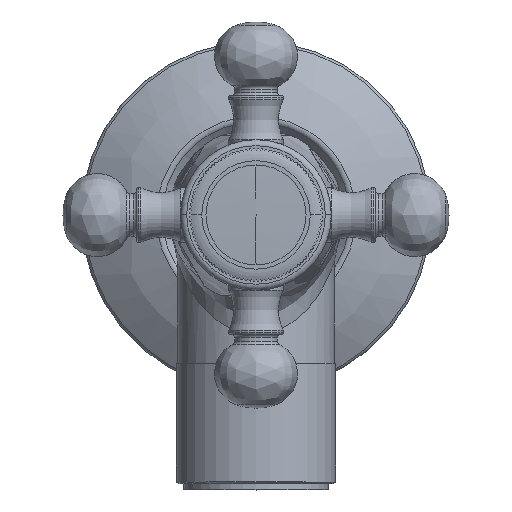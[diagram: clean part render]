
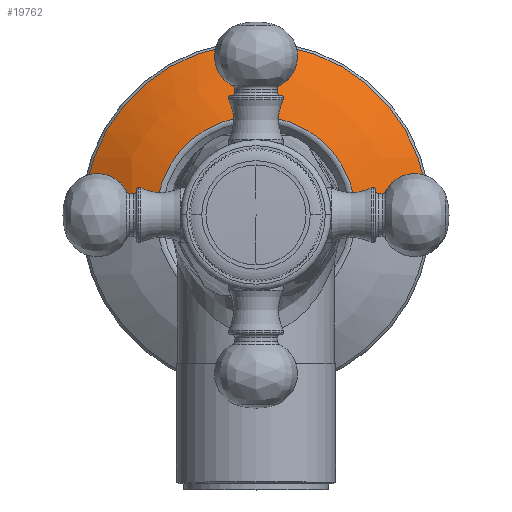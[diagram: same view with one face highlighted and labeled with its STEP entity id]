
A CAD part, top view. The second image highlights one B-rep face of the part: STEP entity #19762.
In plain terms, the highlighted free-form (B-spline) face has degree [3, 3] with [7, 4] control points.
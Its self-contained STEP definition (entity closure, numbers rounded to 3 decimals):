
#6630=CARTESIAN_POINT('',(5.343,0.,-61.304));
#6631=DIRECTION('',(0.,-1.,0.));
#6632=DIRECTION('',(0.581,0.,0.814));
#6633=AXIS2_PLACEMENT_3D('',#6630,#6631,#6632);
#6640=CARTESIAN_POINT('',(-5.343,0.,-61.304));
#6641=DIRECTION('',(0.,1.,0.));
#6642=DIRECTION('',(-0.581,0.,0.814));
#6643=AXIS2_PLACEMENT_3D('',#6640,#6641,#6642);
#6645=CARTESIAN_POINT('',(0.,0.,-22.913));
#6646=DIRECTION('',(0.,0.,1.));
#6647=DIRECTION('',(1.,0.,0.));
#6648=AXIS2_PLACEMENT_3D('',#6645,#6646,#6647);
#6650=CARTESIAN_POINT('',(0.,0.,-28.747));
#6651=DIRECTION('',(0.,0.,1.));
#6652=DIRECTION('',(1.,0.,0.));
#6653=AXIS2_PLACEMENT_3D('',#6650,#6651,#6652);
#7981=CARTESIAN_POINT('',(-28.581,0.,-28.747));
#7982=CARTESIAN_POINT('',(28.581,0.,-28.747));
#7983=VERTEX_POINT('',#7981);
#7984=VERTEX_POINT('',#7982);
#7997=CARTESIAN_POINT('',(16.572,0.,-22.913));
#7998=CARTESIAN_POINT('',(-16.572,0.,-22.913));
#7999=VERTEX_POINT('',#7997);
#8000=VERTEX_POINT('',#7998);
#19726=CARTESIAN_POINT('',(-16.282,-1.024,
-22.838));
#19727=CARTESIAN_POINT('',(-20.768,-1.307,
-24.12));
#19728=CARTESIAN_POINT('',(-24.964,-1.571,
-26.163));
#19729=CARTESIAN_POINT('',(-28.742,-1.808,
-28.903));
#19730=CARTESIAN_POINT('',(-16.913,8.996,
-22.838));
#19731=CARTESIAN_POINT('',(-21.572,11.474,
-24.12));
#19732=CARTESIAN_POINT('',(-25.93,13.792,
-26.163));
#19733=CARTESIAN_POINT('',(-29.855,15.879,
-28.903));
#19734=CARTESIAN_POINT('',(-10.04,16.315,
-22.838));
#19735=CARTESIAN_POINT('',(-12.806,20.809,
-24.12));
#19736=CARTESIAN_POINT('',(-15.393,25.013,
-26.163));
#19737=CARTESIAN_POINT('',(-17.723,28.799,
-28.903));
#19738=CARTESIAN_POINT('',(0.,16.315,-22.838));
#19739=CARTESIAN_POINT('',(0.,20.809,
-24.12));
#19740=CARTESIAN_POINT('',(0.,25.013,
-26.163));
#19741=CARTESIAN_POINT('',(0.,28.799,
-28.903));
#19742=CARTESIAN_POINT('',(10.04,16.315,
-22.838));
#19743=CARTESIAN_POINT('',(12.806,20.809,
-24.12));
#19744=CARTESIAN_POINT('',(15.393,25.013,
-26.163));
#19745=CARTESIAN_POINT('',(17.723,28.799,
-28.903));
#19746=CARTESIAN_POINT('',(16.913,8.996,
-22.838));
#19747=CARTESIAN_POINT('',(21.572,11.474,
-24.12));
#19748=CARTESIAN_POINT('',(25.93,13.792,
-26.163));
#19749=CARTESIAN_POINT('',(29.855,15.879,
-28.903));
#19750=CARTESIAN_POINT('',(16.282,-1.024,
-22.838));
#19751=CARTESIAN_POINT('',(20.768,-1.307,
-24.12));
#19752=CARTESIAN_POINT('',(24.964,-1.571,
-26.163));
#19753=CARTESIAN_POINT('',(28.742,-1.808,
-28.903));
#19754=(BOUNDED_SURFACE()B_SPLINE_SURFACE(3,3,((#19726,#19727,#19728,#19729),(
#19730,#19731,#19732,#19733),(#19734,#19735,#19736,#19737),(#19738,#19739,
#19740,#19741),(#19742,#19743,#19744,#19745),(#19746,#19747,#19748,#19749),(
#19750,#19751,#19752,#19753)),.UNSPECIFIED.,.F.,.F.,.F.)B_SPLINE_SURFACE_WITH_KNOTS((4,3,4),(4,4),(0.,1.,2.),(0.,1.),.UNSPECIFIED.)GEOMETRIC_REPRESENTATION_ITEM()RATIONAL_B_SPLINE_SURFACE(((1.196,1.184,
1.184,1.196),(0.945,0.935,
0.935,0.945),(0.945,0.935,
0.935,0.945),(1.196,1.184,
1.184,1.196),(0.945,0.935,
0.935,0.945),(0.945,0.935,
0.935,0.945),(1.196,1.184,
1.184,1.196)))REPRESENTATION_ITEM('')SURFACE());
#19755=ORIENTED_EDGE('',*,*,#19626,.T.);
#19756=ORIENTED_EDGE('',*,*,#19714,.F.);
#19758=ORIENTED_EDGE('',*,*,#19757,.F.);
#19759=ORIENTED_EDGE('',*,*,#19710,.T.);
#19760=EDGE_LOOP('',(#19755,#19756,#19758,#19759));
#19761=FACE_OUTER_BOUND('',#19760,.F.);
#19762=ADVANCED_FACE('',(#19761),#19754,.T.);
#6634=CIRCLE('',#6633,40.);
#6644=CIRCLE('',#6643,40.);
#6649=CIRCLE('',#6648,16.572);
#6654=CIRCLE('',#6653,28.581);
#19626=EDGE_CURVE('',#7999,#8000,#6649,.T.);
#19710=EDGE_CURVE('',#7984,#7999,#6634,.T.);
#19714=EDGE_CURVE('',#7983,#8000,#6644,.T.);
#19757=EDGE_CURVE('',#7984,#7983,#6654,.T.);
